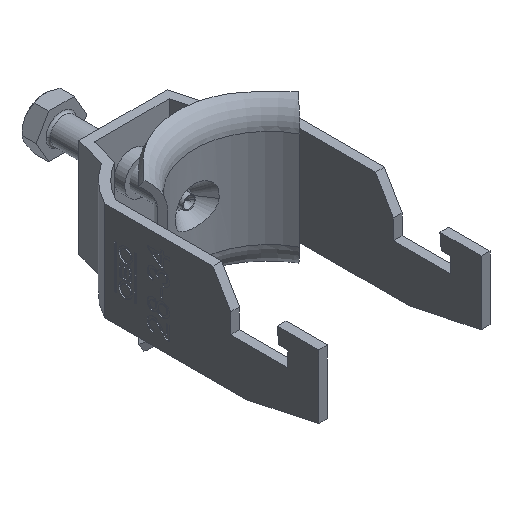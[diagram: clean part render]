
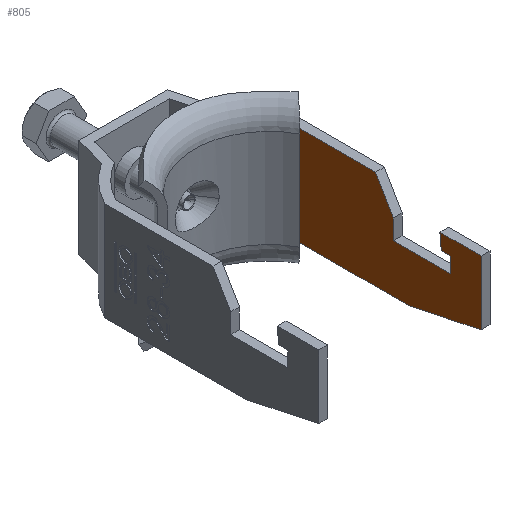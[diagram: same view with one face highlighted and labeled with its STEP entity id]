
A CAD part, isometric view. The second image highlights one B-rep face of the part: STEP entity #805.
In plain terms, the highlighted planar face has unit normal (-1, 0, 0).
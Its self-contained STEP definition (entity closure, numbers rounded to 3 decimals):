
#12 = VERTEX_POINT ( 'NONE', #3037 ) ;
#160 = VECTOR ( 'NONE', #8555, 1000. ) ;
#220 = LINE ( 'NONE', #3980, #1829 ) ;
#388 = FACE_OUTER_BOUND ( 'NONE', #8215, .T. ) ;
#441 = VERTEX_POINT ( 'NONE', #9126 ) ;
#503 = DIRECTION ( 'NONE',  ( 0., 1., 0. ) ) ;
#648 = EDGE_CURVE ( 'NONE', #5547, #4207, #3769, .T. ) ;
#805 = ADVANCED_FACE ( 'NONE', ( #388 ), #6463, .T. ) ;
#807 = VECTOR ( 'NONE', #2084, 1000. ) ;
#838 = CARTESIAN_POINT ( 'NONE',  ( 17.5, -100.607, 0.008 ) ) ;
#1197 = EDGE_CURVE ( 'NONE', #5547, #5116, #1347, .T. ) ;
#1347 = LINE ( 'NONE', #11933, #4909 ) ;
#1587 = VECTOR ( 'NONE', #4146, 1000. ) ;
#1803 = AXIS2_PLACEMENT_3D ( 'NONE', #12308, #7441, #503 ) ;
#1828 = LINE ( 'NONE', #6014, #807 ) ;
#1829 = VECTOR ( 'NONE', #10006, 1000. ) ;
#2014 = LINE ( 'NONE', #3940, #9955 ) ;
#2069 = EDGE_CURVE ( 'NONE', #4207, #4773, #12093, .T. ) ;
#2084 = DIRECTION ( 'NONE',  ( 0., -1., 0. ) ) ;
#2408 = VECTOR ( 'NONE', #11436, 1000. ) ;
#2526 = CARTESIAN_POINT ( 'NONE',  ( 17.5, -15.818, -11.25 ) ) ;
#3037 = CARTESIAN_POINT ( 'NONE',  ( 17.5, -54.906, 3.25 ) ) ;
#3148 = VERTEX_POINT ( 'NONE', #4665 ) ;
#3231 = CARTESIAN_POINT ( 'NONE',  ( 17.5, -103., -0.25 ) ) ;
#3413 = VECTOR ( 'NONE', #4267, 1000. ) ;
#3769 = LINE ( 'NONE', #838, #3856 ) ;
#3856 = VECTOR ( 'NONE', #8799, 1000. ) ;
#3940 = CARTESIAN_POINT ( 'NONE',  ( 17.5, -44., -11.25 ) ) ;
#3980 = CARTESIAN_POINT ( 'NONE',  ( 17.5, -57., -11.25 ) ) ;
#4146 = DIRECTION ( 'NONE',  ( 0., 0., 1. ) ) ;
#4207 = VERTEX_POINT ( 'NONE', #6596 ) ;
#4267 = DIRECTION ( 'NONE',  ( 0., 1., 0. ) ) ;
#4452 = ORIENTED_EDGE ( 'NONE', *, *, #648, .T. ) ;
#4503 = LINE ( 'NONE', #8416, #11447 ) ;
#4665 = CARTESIAN_POINT ( 'NONE',  ( 17.5, -39.959, 11.25 ) ) ;
#4750 = ORIENTED_EDGE ( 'NONE', *, *, #12190, .T. ) ;
#4773 = VERTEX_POINT ( 'NONE', #7748 ) ;
#4909 = VECTOR ( 'NONE', #8233, 1000. ) ;
#5116 = VERTEX_POINT ( 'NONE', #10287 ) ;
#5128 = EDGE_CURVE ( 'NONE', #9123, #12, #12227, .T. ) ;
#5154 = CARTESIAN_POINT ( 'NONE',  ( 17.5, -15.818, 11.25 ) ) ;
#5258 = EDGE_CURVE ( 'NONE', #441, #3148, #12546, .T. ) ;
#5272 = DIRECTION ( 'NONE',  ( 0., 1., 0. ) ) ;
#5324 = ORIENTED_EDGE ( 'NONE', *, *, #8721, .T. ) ;
#5413 = ORIENTED_EDGE ( 'NONE', *, *, #10163, .T. ) ;
#5547 = VERTEX_POINT ( 'NONE', #11482 ) ;
#5817 = CARTESIAN_POINT ( 'NONE',  ( 17.5, -65.462, -32.923 ) ) ;
#6014 = CARTESIAN_POINT ( 'NONE',  ( 17.5, -103., 3.25 ) ) ;
#6051 = ORIENTED_EDGE ( 'NONE', *, *, #8889, .F. ) ;
#6137 = LINE ( 'NONE', #3231, #3413 ) ;
#6397 = DIRECTION ( 'NONE',  ( 0., -0.087, -0.996 ) ) ;
#6463 = PLANE ( 'NONE',  #1803 ) ;
#6470 = ORIENTED_EDGE ( 'NONE', *, *, #1197, .F. ) ;
#6596 = CARTESIAN_POINT ( 'NONE',  ( 17.5, -64., -7.773 ) ) ;
#6897 = VECTOR ( 'NONE', #6397, 1000. ) ;
#7209 = VERTEX_POINT ( 'NONE', #12501 ) ;
#7423 = DIRECTION ( 'NONE',  ( 0., 0., 1. ) ) ;
#7441 = DIRECTION ( 'NONE',  ( -1., 0., 0. ) ) ;
#7592 = ORIENTED_EDGE ( 'NONE', *, *, #5128, .T. ) ;
#7748 = CARTESIAN_POINT ( 'NONE',  ( 17.5, -64., 6.75 ) ) ;
#7869 = DIRECTION ( 'NONE',  ( 0., 0., 1. ) ) ;
#8120 = ORIENTED_EDGE ( 'NONE', *, *, #12030, .T. ) ;
#8189 = VECTOR ( 'NONE', #7423, 1000. ) ;
#8197 = CARTESIAN_POINT ( 'NONE',  ( 17.5, -64., -11.25 ) ) ;
#8215 = EDGE_LOOP ( 'NONE', ( #6470, #4452, #11238, #9438, #7592, #5324, #5413, #8120, #10882, #8289, #4750, #6051 ) ) ;
#8233 = DIRECTION ( 'NONE',  ( 0., 1., 0. ) ) ;
#8289 = ORIENTED_EDGE ( 'NONE', *, *, #5258, .T. ) ;
#8416 = CARTESIAN_POINT ( 'NONE',  ( 17.5, -103., 6.75 ) ) ;
#8555 = DIRECTION ( 'NONE',  ( 0., 1., 0. ) ) ;
#8627 = CARTESIAN_POINT ( 'NONE',  ( 17.5, -103., 11.25 ) ) ;
#8703 = CARTESIAN_POINT ( 'NONE',  ( 17.5, -57., -0.25 ) ) ;
#8721 = EDGE_CURVE ( 'NONE', #12, #11721, #1828, .T. ) ;
#8799 = DIRECTION ( 'NONE',  ( 0., -0.978, 0.208 ) ) ;
#8889 = EDGE_CURVE ( 'NONE', #5116, #10177, #12348, .T. ) ;
#9123 = VERTEX_POINT ( 'NONE', #11038 ) ;
#9126 = CARTESIAN_POINT ( 'NONE',  ( 17.5, -44., 4.25 ) ) ;
#9329 = LINE ( 'NONE', #8627, #160 ) ;
#9438 = ORIENTED_EDGE ( 'NONE', *, *, #10306, .T. ) ;
#9955 = VECTOR ( 'NONE', #7869, 1000. ) ;
#10006 = DIRECTION ( 'NONE',  ( 0., 0., -1. ) ) ;
#10163 = EDGE_CURVE ( 'NONE', #11721, #11894, #220, .T. ) ;
#10177 = VERTEX_POINT ( 'NONE', #5154 ) ;
#10287 = CARTESIAN_POINT ( 'NONE',  ( 17.5, -15.818, -11.25 ) ) ;
#10306 = EDGE_CURVE ( 'NONE', #4773, #9123, #4503, .T. ) ;
#10545 = CARTESIAN_POINT ( 'NONE',  ( 17.5, -57., 3.25 ) ) ;
#10882 = ORIENTED_EDGE ( 'NONE', *, *, #11968, .T. ) ;
#11038 = CARTESIAN_POINT ( 'NONE',  ( 17.5, -54.6, 6.75 ) ) ;
#11064 = CARTESIAN_POINT ( 'NONE',  ( 17.5, -56.53, -15.316 ) ) ;
#11238 = ORIENTED_EDGE ( 'NONE', *, *, #2069, .T. ) ;
#11436 = DIRECTION ( 'NONE',  ( 0., 0.5, 0.866 ) ) ;
#11447 = VECTOR ( 'NONE', #5272, 1000. ) ;
#11482 = CARTESIAN_POINT ( 'NONE',  ( 17.5, -47.642, -11.25 ) ) ;
#11721 = VERTEX_POINT ( 'NONE', #10545 ) ;
#11894 = VERTEX_POINT ( 'NONE', #8703 ) ;
#11933 = CARTESIAN_POINT ( 'NONE',  ( 17.5, -103., -11.25 ) ) ;
#11968 = EDGE_CURVE ( 'NONE', #7209, #441, #2014, .T. ) ;
#12030 = EDGE_CURVE ( 'NONE', #11894, #7209, #6137, .T. ) ;
#12093 = LINE ( 'NONE', #8197, #1587 ) ;
#12190 = EDGE_CURVE ( 'NONE', #3148, #10177, #9329, .T. ) ;
#12227 = LINE ( 'NONE', #11064, #6897 ) ;
#12308 = CARTESIAN_POINT ( 'NONE',  ( 17.5, -103., -11.25 ) ) ;
#12348 = LINE ( 'NONE', #2526, #8189 ) ;
#12501 = CARTESIAN_POINT ( 'NONE',  ( 17.5, -44., -0.25 ) ) ;
#12546 = LINE ( 'NONE', #5817, #2408 ) ;
